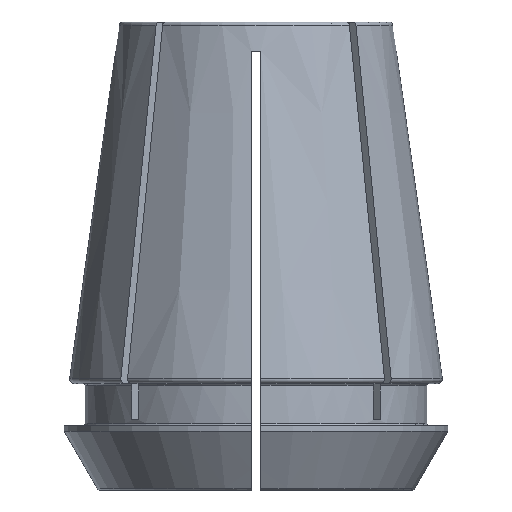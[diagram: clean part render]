
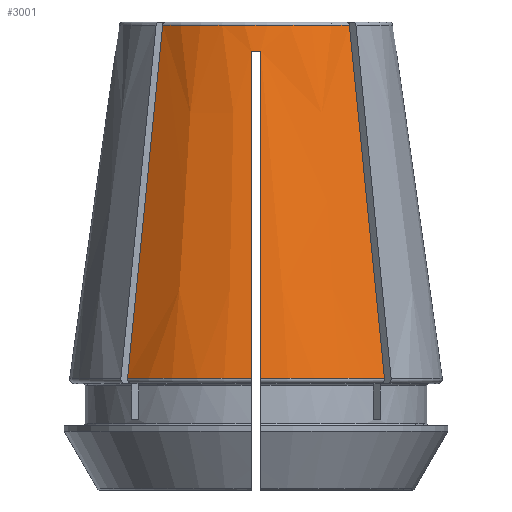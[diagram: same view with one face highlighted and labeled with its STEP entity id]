
A CAD part, front view. The second image highlights one B-rep face of the part: STEP entity #3001.
In plain terms, the highlighted conical face has half-angle 8 degrees and reference radius 11.657 mm.
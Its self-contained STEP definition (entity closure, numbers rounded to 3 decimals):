
#100=B_SPLINE_CURVE_WITH_KNOTS('',3,(#4417,#4418,#4419,#4420),
 .UNSPECIFIED.,.F.,.F.,(4,4),(0.,0.03),
 .UNSPECIFIED.);
#101=B_SPLINE_CURVE_WITH_KNOTS('',3,(#4424,#4425,#4426,#4427),
 .UNSPECIFIED.,.F.,.F.,(4,4),(0.,0.03),
 .UNSPECIFIED.);
#102=B_SPLINE_CURVE_WITH_KNOTS('',3,(#4431,#4432,#4433,#4434,#4435,#4436,
#4437,#4438,#4439,#4440),.UNSPECIFIED.,.F.,.F.,(4,3,3,4),(0.018,
0.022,0.044,0.047),.UNSPECIFIED.);
#103=B_SPLINE_CURVE_WITH_KNOTS('',3,(#4444,#4445,#4446,#4447,#4448,#4449,
#4450,#4451,#4452,#4453),.UNSPECIFIED.,.F.,.F.,(4,3,3,4),(0.018,
0.022,0.044,0.047),.UNSPECIFIED.);
#220=CONICAL_SURFACE('',#3180,11.657,0.14);
#624=ORIENTED_EDGE('',*,*,#1608,.T.);
#625=ORIENTED_EDGE('',*,*,#1609,.T.);
#626=ORIENTED_EDGE('',*,*,#1610,.F.);
#627=ORIENTED_EDGE('',*,*,#1611,.F.);
#628=ORIENTED_EDGE('',*,*,#1612,.T.);
#629=ORIENTED_EDGE('',*,*,#1613,.F.);
#630=ORIENTED_EDGE('',*,*,#1614,.F.);
#631=ORIENTED_EDGE('',*,*,#1615,.T.);
#1608=EDGE_CURVE('',#2100,#2101,#2426,.T.);
#1609=EDGE_CURVE('',#2101,#2102,#100,.T.);
#1610=EDGE_CURVE('',#2103,#2102,#2427,.T.);
#1611=EDGE_CURVE('',#2104,#2103,#101,.T.);
#1612=EDGE_CURVE('',#2104,#2105,#2428,.T.);
#1613=EDGE_CURVE('',#2106,#2105,#102,.T.);
#1614=EDGE_CURVE('',#2107,#2106,#2429,.T.);
#1615=EDGE_CURVE('',#2107,#2100,#103,.T.);
#2100=VERTEX_POINT('',#4415);
#2101=VERTEX_POINT('',#4416);
#2102=VERTEX_POINT('',#4421);
#2103=VERTEX_POINT('',#4423);
#2104=VERTEX_POINT('',#4428);
#2105=VERTEX_POINT('',#4430);
#2106=VERTEX_POINT('',#4441);
#2107=VERTEX_POINT('',#4443);
#2426=CIRCLE('',#3181,15.936);
#2427=CIRCLE('',#3182,11.694);
#2428=CIRCLE('',#3183,15.936);
#2429=CIRCLE('',#3184,12.009);
#2605=EDGE_LOOP('',(#624,#625,#626,#627,#628,#629,#630,#631));
#2769=FACE_BOUND('',#2605,.T.);
#3001=ADVANCED_FACE('',(#2769),#220,.T.);
#3180=AXIS2_PLACEMENT_3D('',#4413,#3531,#3532);
#3181=AXIS2_PLACEMENT_3D('',#4414,#3533,#3534);
#3182=AXIS2_PLACEMENT_3D('',#4422,#3535,#3536);
#3183=AXIS2_PLACEMENT_3D('',#4429,#3537,#3538);
#3184=AXIS2_PLACEMENT_3D('',#4442,#3539,#3540);
#3531=DIRECTION('',(0.,0.,-1.));
#3532=DIRECTION('',(-1.,0.,0.));
#3533=DIRECTION('',(0.,0.,1.));
#3534=DIRECTION('',(1.,0.,0.));
#3535=DIRECTION('',(0.,0.,1.));
#3536=DIRECTION('',(1.,0.,0.));
#3537=DIRECTION('',(0.,0.,1.));
#3538=DIRECTION('',(1.,0.,0.));
#3539=DIRECTION('',(0.,0.,-1.));
#3540=DIRECTION('',(-1.,0.,0.));
#4413=CARTESIAN_POINT('',(0.,0.,34.5));
#4414=CARTESIAN_POINT('',(0.,0.,4.056));
#4415=CARTESIAN_POINT('',(0.4,-15.931,4.056));
#4416=CARTESIAN_POINT('',(10.982,-11.548,4.056));
#4417=CARTESIAN_POINT('',(10.982,-11.548,4.056));
#4418=CARTESIAN_POINT('',(9.982,-10.547,14.118));
#4419=CARTESIAN_POINT('',(8.981,-9.547,24.18));
#4420=CARTESIAN_POINT('',(7.981,-8.547,34.242));
#4421=CARTESIAN_POINT('',(7.981,-8.547,34.242));
#4422=CARTESIAN_POINT('',(0.,0.,34.242));
#4423=CARTESIAN_POINT('',(-7.981,-8.547,34.242));
#4424=CARTESIAN_POINT('',(-10.982,-11.548,4.056));
#4425=CARTESIAN_POINT('',(-9.982,-10.547,14.118));
#4426=CARTESIAN_POINT('',(-8.981,-9.547,24.18));
#4427=CARTESIAN_POINT('',(-7.981,-8.547,34.242));
#4428=CARTESIAN_POINT('',(-10.982,-11.548,4.056));
#4429=CARTESIAN_POINT('',(0.,0.,4.056));
#4430=CARTESIAN_POINT('',(-0.4,-15.931,4.056));
#4431=CARTESIAN_POINT('',(-0.4,-12.002,32.));
#4432=CARTESIAN_POINT('',(-0.4,-12.162,30.861));
#4433=CARTESIAN_POINT('',(-0.4,-12.322,29.721));
#4434=CARTESIAN_POINT('',(-0.4,-12.483,28.582));
#4435=CARTESIAN_POINT('',(-0.4,-13.5,21.344));
#4436=CARTESIAN_POINT('',(-0.4,-14.518,14.106));
#4437=CARTESIAN_POINT('',(-0.4,-15.535,6.869));
#4438=CARTESIAN_POINT('',(-0.4,-15.667,5.931));
#4439=CARTESIAN_POINT('',(-0.4,-15.799,4.993));
#4440=CARTESIAN_POINT('',(-0.4,-15.931,4.056));
#4441=CARTESIAN_POINT('',(-0.4,-12.002,32.));
#4442=CARTESIAN_POINT('',(0.,0.,32.));
#4443=CARTESIAN_POINT('',(0.4,-12.002,32.));
#4444=CARTESIAN_POINT('',(0.4,-12.002,32.));
#4445=CARTESIAN_POINT('',(0.4,-12.162,30.861));
#4446=CARTESIAN_POINT('',(0.4,-12.322,29.721));
#4447=CARTESIAN_POINT('',(0.4,-12.483,28.582));
#4448=CARTESIAN_POINT('',(0.4,-13.5,21.344));
#4449=CARTESIAN_POINT('',(0.4,-14.518,14.106));
#4450=CARTESIAN_POINT('',(0.4,-15.535,6.869));
#4451=CARTESIAN_POINT('',(0.4,-15.667,5.931));
#4452=CARTESIAN_POINT('',(0.4,-15.799,4.993));
#4453=CARTESIAN_POINT('',(0.4,-15.931,4.056));
